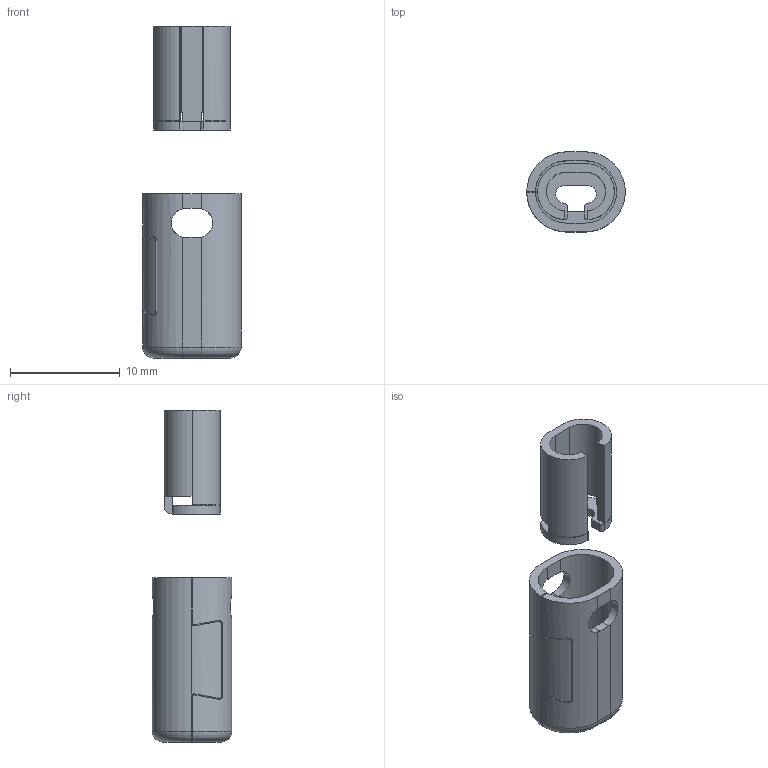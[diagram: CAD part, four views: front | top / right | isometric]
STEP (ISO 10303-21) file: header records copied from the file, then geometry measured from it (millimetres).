
FILE_DESCRIPTION (( 'STEP AP203' ), '1' );
FILE_NAME ('A14_UC-15,0x9,0_1,5-316.STEP', '2023-06-27T07:03:08', ( '' ), ( '' ), 'SwSTEP 2.0', 'SolidWorks 2019', '' );
FILE_SCHEMA (( 'CONFIG_CONTROL_DESIGN' ));
Length unit declared in the file: millimetre
Products named in the file (3): A14_UC-15,0c9,0_1,5-316.P1; A14_UC-15,0x9,0_1,5-316; A14_UC-15,0c9,0_1,5-316.P2
Assembly tree (2 placements, depth 2):
  A14_UC-15,0x9,0_1,5-316
    A14_UC-15,0c9,0_1,5-316.P2
    A14_UC-15,0c9,0_1,5-316.P1
Bounding box: 9 x 7.3 x 30.3 mm (x, y, z)
Volume: 394.5 mm3; surface area: 1147.3 mm2
Topology: 2 solids, 2 shells, 100 faces, 290 edges, 190 vertices
Faces by surface type: cylinder 49, plane 47, torus 4
Entity records: 3861 total; most frequent: CARTESIAN_POINT 933, ORIENTED_EDGE 580, DIRECTION 540, EDGE_CURVE 290, AXIS2_PLACEMENT_3D 191, VERTEX_POINT 190, VECTOR 158, LINE 158
